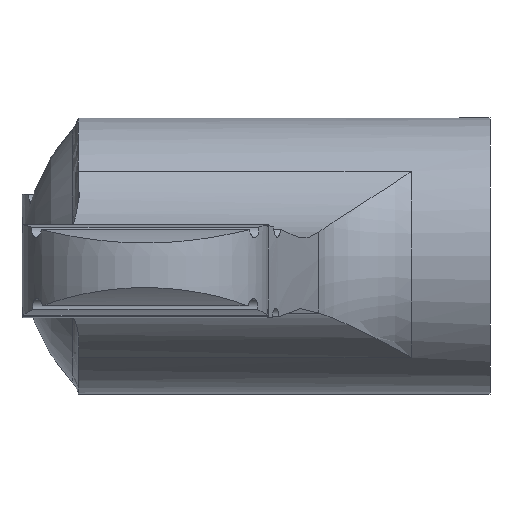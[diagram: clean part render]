
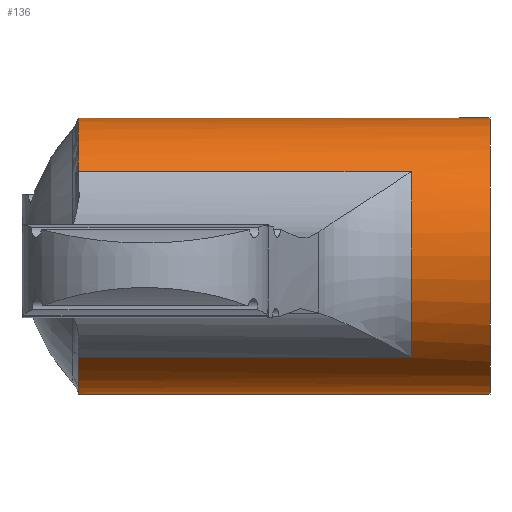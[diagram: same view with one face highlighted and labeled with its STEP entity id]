
A CAD part, left-side view. The second image highlights one B-rep face of the part: STEP entity #136.
In plain terms, the highlighted cylindrical face has radius 10.5 mm (diameter 21 mm), a full revolution.
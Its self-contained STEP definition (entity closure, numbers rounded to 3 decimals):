
#136 = ADVANCED_FACE( '', ( #291, #292 ), #293, .T. );
#291 = FACE_OUTER_BOUND( '', #461, .T. );
#292 = FACE_OUTER_BOUND( '', #462, .T. );
#293 = CYLINDRICAL_SURFACE( '', #463, 10.5 );
#461 = EDGE_LOOP( '', ( #817 ) );
#462 = EDGE_LOOP( '', ( #818, #819, #820, #821, #822, #823, #824, #825 ) );
#463 = AXIS2_PLACEMENT_3D( '', #826, #827, #828 );
#817 = ORIENTED_EDGE( '', *, *, #1051, .F. );
#818 = ORIENTED_EDGE( '', *, *, #1095, .T. );
#819 = ORIENTED_EDGE( '', *, *, #1146, .F. );
#820 = ORIENTED_EDGE( '', *, *, #1166, .F. );
#821 = ORIENTED_EDGE( '', *, *, #1167, .T. );
#822 = ORIENTED_EDGE( '', *, *, #1168, .T. );
#823 = ORIENTED_EDGE( '', *, *, #1150, .F. );
#824 = ORIENTED_EDGE( '', *, *, #1169, .F. );
#825 = ORIENTED_EDGE( '', *, *, #1109, .T. );
#826 = CARTESIAN_POINT( '', ( 0., 0., 0. ) );
#827 = DIRECTION( '', ( 0., 1., 0. ) );
#828 = DIRECTION( '', ( 0., 0., -1. ) );
#1051 = EDGE_CURVE( '', #1272, #1272, #1273, .T. );
#1095 = EDGE_CURVE( '', #1343, #1341, #1344, .T. );
#1109 = EDGE_CURVE( '', #1360, #1343, #1365, .T. );
#1146 = EDGE_CURVE( '', #1419, #1341, #1421, .T. );
#1150 = EDGE_CURVE( '', #1424, #1426, #1427, .T. );
#1166 = EDGE_CURVE( '', #1445, #1419, #1446, .T. );
#1167 = EDGE_CURVE( '', #1445, #1447, #1448, .T. );
#1168 = EDGE_CURVE( '', #1447, #1426, #1449, .T. );
#1169 = EDGE_CURVE( '', #1360, #1424, #1450, .T. );
#1272 = VERTEX_POINT( '', #1809 );
#1273 = CIRCLE( '', #1810, 10.5 );
#1341 = VERTEX_POINT( '', #1986 );
#1343 = VERTEX_POINT( '', #2004 );
#1344 = CIRCLE( '', #2005, 10.5 );
#1360 = VERTEX_POINT( '', #2047 );
#1365 = LINE( '', #2065, #2066 );
#1419 = VERTEX_POINT( '', #2329 );
#1421 = LINE( '', #2336, #2337 );
#1424 = VERTEX_POINT( '', #2341 );
#1426 = VERTEX_POINT( '', #2348 );
#1427 = LINE( '', #2349, #2350 );
#1445 = VERTEX_POINT( '', #2402 );
#1446 = CIRCLE( '', #2403, 10.5 );
#1447 = VERTEX_POINT( '', #2404 );
#1448 = LINE( '', #2405, #2406 );
#1449 = CIRCLE( '', #2407, 10.5 );
#1450 = CIRCLE( '', #2408, 10.5 );
#1809 = CARTESIAN_POINT( '', ( 0., 0., -10.5 ) );
#1810 = AXIS2_PLACEMENT_3D( '', #2511, #2512, #2513 );
#1986 = CARTESIAN_POINT( '', ( 7.109, 5.998, 7.728 ) );
#2004 = CARTESIAN_POINT( '', ( 8.303, 5.998, -6.427 ) );
#2005 = AXIS2_PLACEMENT_3D( '', #2542, #2543, #2544 );
#2047 = CARTESIAN_POINT( '', ( 8.303, 31.308, -6.427 ) );
#2065 = CARTESIAN_POINT( '', ( 8.303, 87.7, -6.427 ) );
#2066 = VECTOR( '', #2551, 1000. );
#2329 = CARTESIAN_POINT( '', ( 7.109, 31.308, 7.728 ) );
#2336 = CARTESIAN_POINT( '', ( 7.109, 87.7, 7.728 ) );
#2337 = VECTOR( '', #2568, 1000. );
#2341 = CARTESIAN_POINT( '', ( -7.109, 31.308, -7.728 ) );
#2348 = CARTESIAN_POINT( '', ( -7.109, 5.998, -7.728 ) );
#2349 = CARTESIAN_POINT( '', ( -7.109, 87.7, -7.728 ) );
#2350 = VECTOR( '', #2570, 1000. );
#2402 = CARTESIAN_POINT( '', ( -8.303, 31.308, 6.427 ) );
#2403 = AXIS2_PLACEMENT_3D( '', #2574, #2575, #2576 );
#2404 = CARTESIAN_POINT( '', ( -8.303, 5.998, 6.427 ) );
#2405 = CARTESIAN_POINT( '', ( -8.303, 87.7, 6.427 ) );
#2406 = VECTOR( '', #2577, 1000. );
#2407 = AXIS2_PLACEMENT_3D( '', #2578, #2579, #2580 );
#2408 = AXIS2_PLACEMENT_3D( '', #2581, #2582, #2583 );
#2511 = CARTESIAN_POINT( '', ( 0., 0., 0. ) );
#2512 = DIRECTION( '', ( 0., -1., 0. ) );
#2513 = DIRECTION( '', ( 0., 0., -1. ) );
#2542 = CARTESIAN_POINT( '', ( 0., 5.998, 0. ) );
#2543 = DIRECTION( '', ( 0., -1., 0. ) );
#2544 = DIRECTION( '', ( 0., 0., -1. ) );
#2551 = DIRECTION( '', ( 0., -1., 0. ) );
#2568 = DIRECTION( '', ( 0., -1., 0. ) );
#2570 = DIRECTION( '', ( 0., -1., 0. ) );
#2574 = CARTESIAN_POINT( '', ( 0., 31.308, 0. ) );
#2575 = DIRECTION( '', ( 0., 1., 0. ) );
#2576 = DIRECTION( '', ( 0., 0., 1. ) );
#2577 = DIRECTION( '', ( 0., -1., 0. ) );
#2578 = CARTESIAN_POINT( '', ( 0., 5.998, 0. ) );
#2579 = DIRECTION( '', ( 0., -1., 0. ) );
#2580 = DIRECTION( '', ( 0., 0., -1. ) );
#2581 = CARTESIAN_POINT( '', ( 0., 31.308, 0. ) );
#2582 = DIRECTION( '', ( 0., 1., 0. ) );
#2583 = DIRECTION( '', ( 0., 0., 1. ) );
